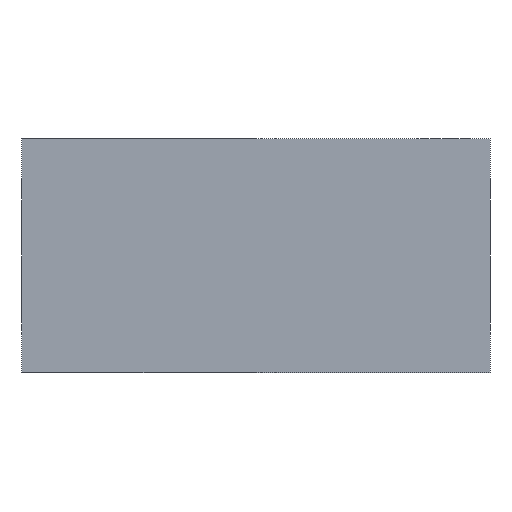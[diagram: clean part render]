
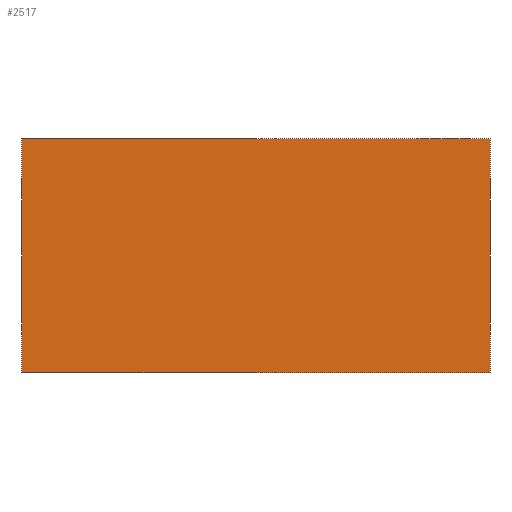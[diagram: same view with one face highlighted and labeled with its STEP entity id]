
A CAD part, front view. The second image highlights one B-rep face of the part: STEP entity #2517.
In plain terms, the highlighted planar face has unit normal (0, -1, 0).
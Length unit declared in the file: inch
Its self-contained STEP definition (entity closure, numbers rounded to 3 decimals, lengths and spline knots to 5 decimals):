
#251=DIRECTION('',(-1.,0.,0.));
#252=VECTOR('',#251,2.5);
#253=CARTESIAN_POINT('',(1.25,-0.91,0.625));
#254=LINE('',#253,#252);
#255=DIRECTION('',(0.,0.,1.));
#256=VECTOR('',#255,1.25);
#257=CARTESIAN_POINT('',(1.25,-0.91,-0.625));
#258=LINE('',#257,#256);
#259=DIRECTION('',(1.,0.,0.));
#260=VECTOR('',#259,2.5);
#261=CARTESIAN_POINT('',(-1.25,-0.91,-0.625));
#262=LINE('',#261,#260);
#263=DIRECTION('',(0.,0.,-1.));
#264=VECTOR('',#263,1.25);
#265=CARTESIAN_POINT('',(-1.25,-0.91,0.625));
#266=LINE('',#265,#264);
#2193=CARTESIAN_POINT('',(1.25,-0.91,0.625));
#2194=CARTESIAN_POINT('',(-1.25,-0.91,0.625));
#2195=VERTEX_POINT('',#2193);
#2196=VERTEX_POINT('',#2194);
#2197=CARTESIAN_POINT('',(-1.25,-0.91,-0.625));
#2198=VERTEX_POINT('',#2197);
#2199=CARTESIAN_POINT('',(1.25,-0.91,-0.625));
#2200=VERTEX_POINT('',#2199);
#2506=CARTESIAN_POINT('',(0.,-0.91,0.));
#2507=DIRECTION('',(0.,-1.,0.));
#2508=DIRECTION('',(1.,0.,0.));
#2509=AXIS2_PLACEMENT_3D('',#2506,#2507,#2508);
#2510=PLANE('',#2509);
#2511=ORIENTED_EDGE('',*,*,#2404,.F.);
#2512=ORIENTED_EDGE('',*,*,#2437,.F.);
#2513=ORIENTED_EDGE('',*,*,#2457,.F.);
#2514=ORIENTED_EDGE('',*,*,#2494,.F.);
#2515=EDGE_LOOP('',(#2511,#2512,#2513,#2514));
#2516=FACE_OUTER_BOUND('',#2515,.F.);
#2404=EDGE_CURVE('',#2195,#2196,#254,.T.);
#2437=EDGE_CURVE('',#2200,#2195,#258,.T.);
#2457=EDGE_CURVE('',#2198,#2200,#262,.T.);
#2494=EDGE_CURVE('',#2196,#2198,#266,.T.);
#2517=ADVANCED_FACE('',(#2516),#2510,.T.);
